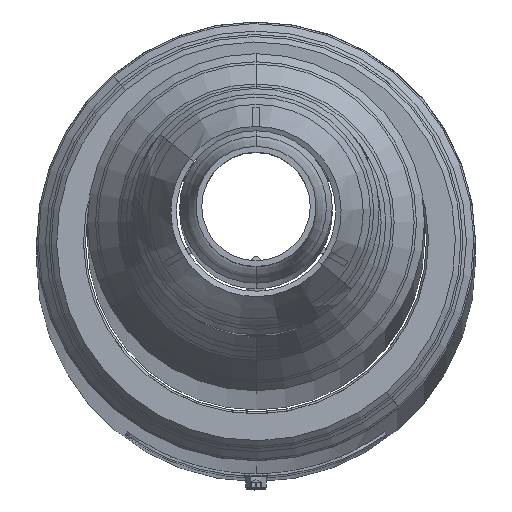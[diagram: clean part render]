
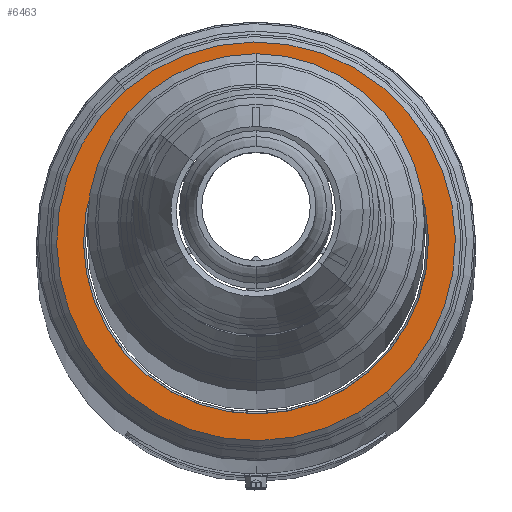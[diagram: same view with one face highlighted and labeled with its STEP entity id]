
A CAD part, top view. The second image highlights one B-rep face of the part: STEP entity #6463.
In plain terms, the highlighted face is planar.
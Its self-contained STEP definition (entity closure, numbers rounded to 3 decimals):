
#23 = DIRECTION ( 'NONE',  ( 0., 0., -1. ) ) ;
#228 = AXIS2_PLACEMENT_3D ( 'NONE', #7054, #23, #2837 ) ;
#243 = CARTESIAN_POINT ( 'NONE',  ( -86.15, 0., -40. ) ) ;
#436 = DIRECTION ( 'NONE',  ( 0., 0., 1. ) ) ;
#571 = FACE_OUTER_BOUND ( 'NONE', #2800, .T. ) ;
#666 = CARTESIAN_POINT ( 'NONE',  ( 0., 109.55, -40. ) ) ;
#672 = DIRECTION ( 'NONE',  ( 1., 0., 0. ) ) ;
#1458 = CIRCLE ( 'NONE', #8945, 86.15 ) ;
#1551 = EDGE_LOOP ( 'NONE', ( #3014, #5987 ) ) ;
#1746 = ORIENTED_EDGE ( 'NONE', *, *, #6119, .T. ) ;
#2013 = CIRCLE ( 'NONE', #228, 99.55 ) ;
#2207 = EDGE_CURVE ( 'NONE', #9046, #2412, #1458, .T. ) ;
#2303 = CARTESIAN_POINT ( 'NONE',  ( 86.15, 0., -40. ) ) ;
#2412 = VERTEX_POINT ( 'NONE', #243 ) ;
#2458 = AXIS2_PLACEMENT_3D ( 'NONE', #4114, #6844, #8734 ) ;
#2762 = AXIS2_PLACEMENT_3D ( 'NONE', #666, #8412, #6991 ) ;
#2800 = EDGE_LOOP ( 'NONE', ( #4035, #1746 ) ) ;
#2837 = DIRECTION ( 'NONE',  ( 1., 0., 0. ) ) ;
#3014 = ORIENTED_EDGE ( 'NONE', *, *, #4004, .T. ) ;
#3143 = VERTEX_POINT ( 'NONE', #4761 ) ;
#3192 = VERTEX_POINT ( 'NONE', #6487 ) ;
#3384 = PLANE ( 'NONE',  #2762 ) ;
#3398 = EDGE_CURVE ( 'NONE', #3192, #3143, #2013, .T. ) ;
#4004 = EDGE_CURVE ( 'NONE', #2412, #9046, #7475, .T. ) ;
#4035 = ORIENTED_EDGE ( 'NONE', *, *, #3398, .T. ) ;
#4114 = CARTESIAN_POINT ( 'NONE',  ( 0., 0., -40. ) ) ;
#4761 = CARTESIAN_POINT ( 'NONE',  ( -99.55, 0., -40. ) ) ;
#5141 = CIRCLE ( 'NONE', #2458, 99.55 ) ;
#5987 = ORIENTED_EDGE ( 'NONE', *, *, #2207, .T. ) ;
#6119 = EDGE_CURVE ( 'NONE', #3143, #3192, #5141, .T. ) ;
#6463 = ADVANCED_FACE ( 'NONE', ( #6901, #571 ), #3384, .F. ) ;
#6487 = CARTESIAN_POINT ( 'NONE',  ( 99.55, 0., -40. ) ) ;
#6844 = DIRECTION ( 'NONE',  ( 0., 0., -1. ) ) ;
#6901 = FACE_BOUND ( 'NONE', #1551, .T. ) ;
#6991 = DIRECTION ( 'NONE',  ( 1., 0., 0. ) ) ;
#7054 = CARTESIAN_POINT ( 'NONE',  ( 0., 0., -40. ) ) ;
#7430 = DIRECTION ( 'NONE',  ( 1., 0., 0. ) ) ;
#7470 = CARTESIAN_POINT ( 'NONE',  ( 0., 0., -40. ) ) ;
#7475 = CIRCLE ( 'NONE', #8649, 86.15 ) ;
#7600 = DIRECTION ( 'NONE',  ( 0., 0., 1. ) ) ;
#8412 = DIRECTION ( 'NONE',  ( 0., 0., 1. ) ) ;
#8649 = AXIS2_PLACEMENT_3D ( 'NONE', #7470, #436, #7430 ) ;
#8734 = DIRECTION ( 'NONE',  ( 1., 0., 0. ) ) ;
#8945 = AXIS2_PLACEMENT_3D ( 'NONE', #8962, #7600, #672 ) ;
#8962 = CARTESIAN_POINT ( 'NONE',  ( 0., 0., -40. ) ) ;
#9046 = VERTEX_POINT ( 'NONE', #2303 ) ;
